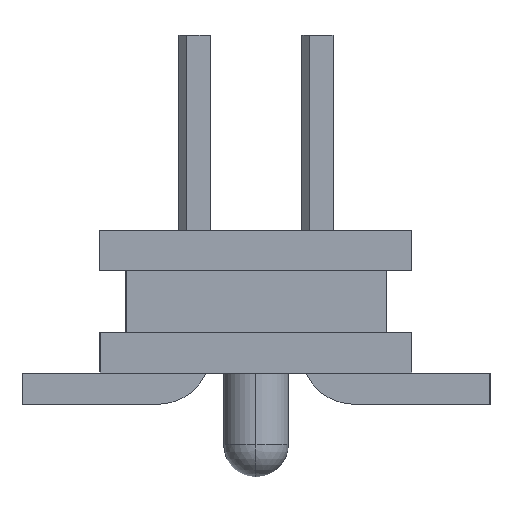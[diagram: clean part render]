
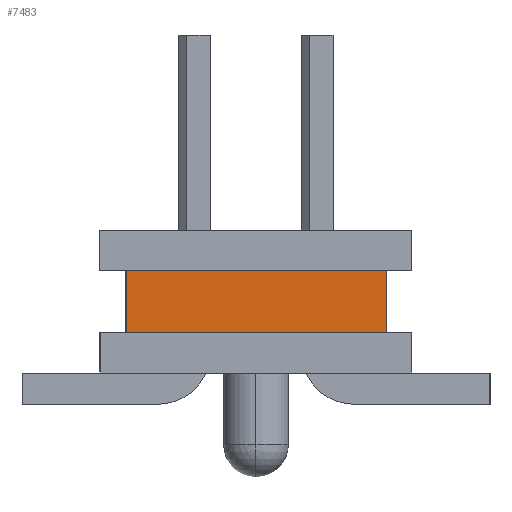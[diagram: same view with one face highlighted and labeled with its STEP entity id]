
A CAD part, left-side view. The second image highlights one B-rep face of the part: STEP entity #7483.
In plain terms, the highlighted planar face has unit normal (-1, 0, 0).
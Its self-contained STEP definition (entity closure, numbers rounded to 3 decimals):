
#5133=CARTESIAN_POINT('',(-4.,-1.27,0.699));
#5134=VERTEX_POINT('',#5133);
#5151=CARTESIAN_POINT('',(-4.,-1.27,1.308));
#5152=VERTEX_POINT('',#5151);
#5159=CARTESIAN_POINT('',(-4.,-1.27,1.308));
#5160=DIRECTION('',(0.0,0.0,-1.0));
#5161=VECTOR('',#5160,0.61);
#5162=LINE('',#5159,#5161);
#5163=EDGE_CURVE('',#5152,#5134,#5162,.T.);
#7436=CARTESIAN_POINT('',(-4.,1.27,0.699));
#7437=VERTEX_POINT('',#7436);
#7444=CARTESIAN_POINT('',(-4.,1.27,1.308));
#7445=VERTEX_POINT('',#7444);
#7446=CARTESIAN_POINT('',(-4.,1.27,1.308));
#7447=DIRECTION('',(0.0,0.0,-1.0));
#7448=VECTOR('',#7447,0.61);
#7449=LINE('',#7446,#7448);
#7450=EDGE_CURVE('',#7445,#7437,#7449,.T.);
#7462=CARTESIAN_POINT('',(-4.,1.27,1.308));
#7463=DIRECTION('',(-1.0,0.0,0.0));
#7464=DIRECTION('',(0.0,0.0,1.0));
#7465=AXIS2_PLACEMENT_3D('',#7462,#7463,#7464);
#7466=PLANE('',#7465);
#7467=CARTESIAN_POINT('',(-4.,1.27,0.699));
#7468=DIRECTION('',(0.0,-1.0,0.0));
#7469=VECTOR('',#7468,2.54);
#7470=LINE('',#7467,#7469);
#7471=EDGE_CURVE('',#7437,#5134,#7470,.T.);
#7472=ORIENTED_EDGE('',*,*,#7471,.T.);
#7473=ORIENTED_EDGE('',*,*,#5163,.F.);
#7474=CARTESIAN_POINT('',(-4.,1.27,1.308));
#7475=DIRECTION('',(0.0,-1.0,0.0));
#7476=VECTOR('',#7475,2.54);
#7477=LINE('',#7474,#7476);
#7478=EDGE_CURVE('',#7445,#5152,#7477,.T.);
#7479=ORIENTED_EDGE('',*,*,#7478,.F.);
#7480=ORIENTED_EDGE('',*,*,#7450,.T.);
#7481=EDGE_LOOP('',(#7472,#7473,#7479,#7480));
#7482=FACE_OUTER_BOUND('',#7481,.T.);
#7483=ADVANCED_FACE('',(#7482),#7466,.T.);
